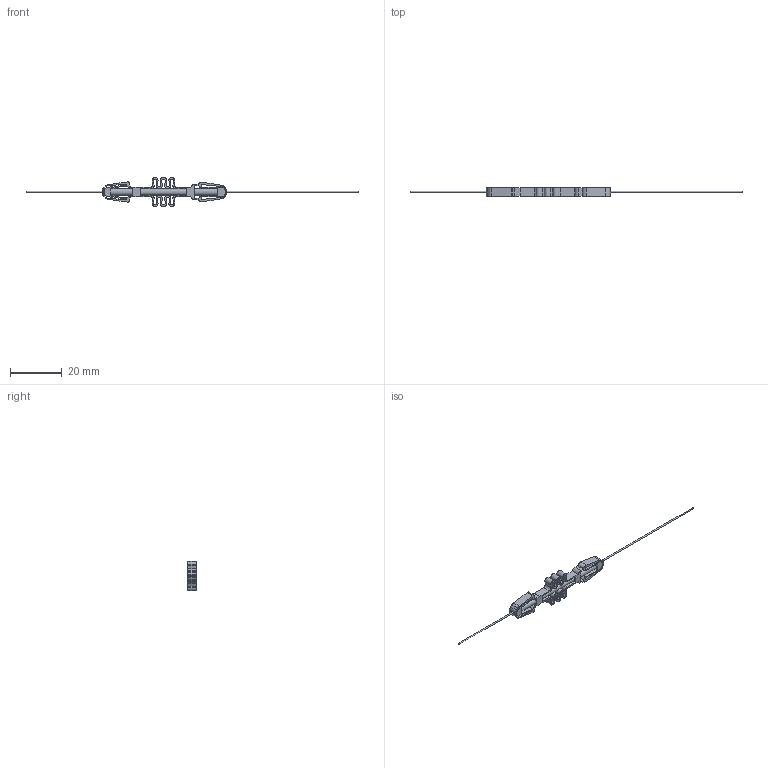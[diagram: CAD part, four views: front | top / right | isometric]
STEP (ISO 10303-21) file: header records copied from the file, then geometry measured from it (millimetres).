
FILE_DESCRIPTION(/* description */ (''),/* implementation_level */ '2;1');
FILE_NAME(/* name */ 'T2 v1.step',/* time_stamp */ '2025-08-15T20:09:34-07:00',/* author */ (''),/* organization */ (''),/* preprocessor_version */ 'ST-DEVELOPER v20.1',/* originating_system */ 'Autodesk Translation Framework v14.10.0.0',/* authorisation */ '');
FILE_SCHEMA (('AUTOMOTIVE_DESIGN { 1 0 10303 214 3 1 1 }'));
Length unit declared in the file: millimetre
Products named in the file (7): T2; T2_1; Wire (1) (1); Middle Piezo; Front Piezo; Rare Piezo; Frame
Assembly tree (6 placements, depth 3):
  T2
    T2_1
      Wire (1) (1)
      Middle Piezo
      Front Piezo
      Rare Piezo
      Frame
Bounding box: 128 x 3.17 x 11.34 mm (x, y, z)
Volume: 580.9 mm3; surface area: 2058.9 mm2
Topology: 5 solids, 5 shells, 193 faces, 549 edges, 366 vertices
Faces by surface type: plane 98, cylinder 95
Full cylindrical faces by diameter (mm): 0.5 x1, 1 x7, 2.4 x1, 2.7 x2
Entity records: 6641 total; most frequent: CARTESIAN_POINT 1187, DIRECTION 1147, ORIENTED_EDGE 1098, EDGE_CURVE 549, AXIS2_PLACEMENT_3D 394, VERTEX_POINT 366, LINE 359, VECTOR 359
